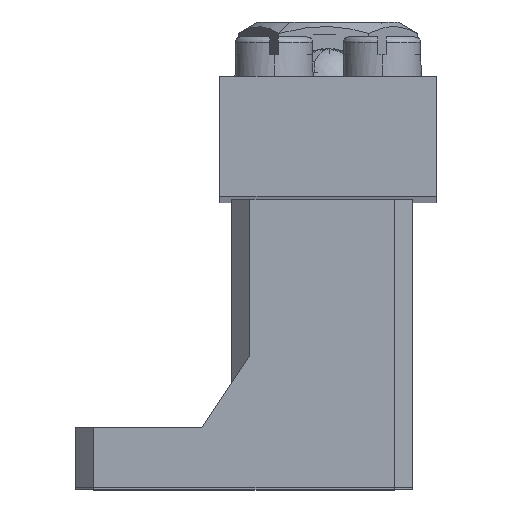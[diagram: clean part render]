
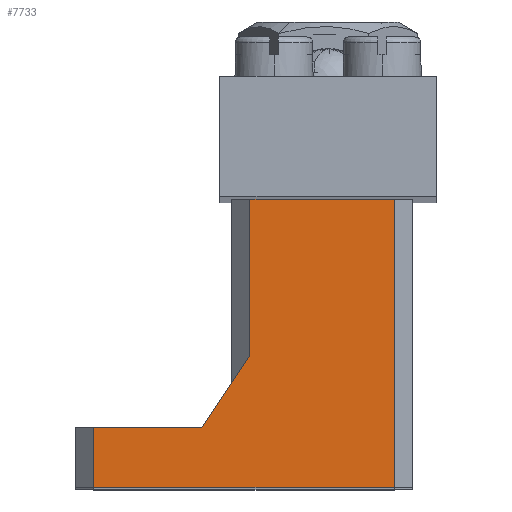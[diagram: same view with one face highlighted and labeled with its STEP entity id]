
A CAD part, top view. The second image highlights one B-rep face of the part: STEP entity #7733.
In plain terms, the highlighted face is planar.
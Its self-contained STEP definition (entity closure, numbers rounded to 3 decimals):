
#395 = LINE ( 'NONE', #7318, #6822 ) ;
#520 = CARTESIAN_POINT ( 'NONE',  ( -6.5, 0., 0. ) ) ;
#788 = LINE ( 'NONE', #4873, #9314 ) ;
#818 = CARTESIAN_POINT ( 'NONE',  ( -6.5, -19., -28. ) ) ;
#1361 = VERTEX_POINT ( 'NONE', #7579 ) ;
#2020 = FACE_OUTER_BOUND ( 'NONE', #3643, .T. ) ;
#2359 = EDGE_CURVE ( 'NONE', #1361, #7335, #7405, .T. ) ;
#2889 = CARTESIAN_POINT ( 'NONE',  ( -6.5, -24., 0. ) ) ;
#3643 = EDGE_LOOP ( 'NONE', ( #16855, #12417, #13209, #14543, #6526, #13446, #10692 ) ) ;
#4418 = DIRECTION ( 'NONE',  ( 0., 0., -1. ) ) ;
#4873 = CARTESIAN_POINT ( 'NONE',  ( -6.5, 0., -1.5 ) ) ;
#4903 = LINE ( 'NONE', #818, #7261 ) ;
#5272 = CARTESIAN_POINT ( 'NONE',  ( -6.5, 0., -13.5 ) ) ;
#5442 = EDGE_CURVE ( 'NONE', #1361, #16626, #4903, .T. ) ;
#5504 = AXIS2_PLACEMENT_3D ( 'NONE', #520, #11352, #16754 ) ;
#5944 = VECTOR ( 'NONE', #14327, 1000. ) ;
#6321 = VECTOR ( 'NONE', #4418, 1000. ) ;
#6526 = ORIENTED_EDGE ( 'NONE', *, *, #13028, .T. ) ;
#6822 = VECTOR ( 'NONE', #11397, 1000. ) ;
#7261 = VECTOR ( 'NONE', #17051, 1000. ) ;
#7318 = CARTESIAN_POINT ( 'NONE',  ( -6.5, -13., -13.5 ) ) ;
#7335 = VERTEX_POINT ( 'NONE', #13612 ) ;
#7405 = LINE ( 'NONE', #15480, #5944 ) ;
#7529 = VERTEX_POINT ( 'NONE', #13156 ) ;
#7579 = CARTESIAN_POINT ( 'NONE',  ( -6.5, -19., -26.5 ) ) ;
#7666 = LINE ( 'NONE', #9170, #14608 ) ;
#7733 = ADVANCED_FACE ( 'NONE', ( #2020 ), #14108, .F. ) ;
#7940 = DIRECTION ( 'NONE',  ( 0., -1., 0. ) ) ;
#8339 = LINE ( 'NONE', #2889, #6321 ) ;
#8438 = EDGE_CURVE ( 'NONE', #15824, #16864, #7666, .T. ) ;
#9170 = CARTESIAN_POINT ( 'NONE',  ( -6.5, 0., -15. ) ) ;
#9212 = CARTESIAN_POINT ( 'NONE',  ( -6.5, 0., -1.5 ) ) ;
#9314 = VECTOR ( 'NONE', #10283, 1000. ) ;
#10283 = DIRECTION ( 'NONE',  ( 0., 1., 0. ) ) ;
#10362 = CARTESIAN_POINT ( 'NONE',  ( -6.5, 0., -13.5 ) ) ;
#10584 = DIRECTION ( 'NONE',  ( 0., 0., 1. ) ) ;
#10692 = ORIENTED_EDGE ( 'NONE', *, *, #13776, .T. ) ;
#11352 = DIRECTION ( 'NONE',  ( 1., 0., 0. ) ) ;
#11397 = DIRECTION ( 'NONE',  ( 0., 0.832, 0.555 ) ) ;
#12156 = VECTOR ( 'NONE', #7940, 1000. ) ;
#12252 = VERTEX_POINT ( 'NONE', #17154 ) ;
#12417 = ORIENTED_EDGE ( 'NONE', *, *, #5442, .F. ) ;
#13028 = EDGE_CURVE ( 'NONE', #7529, #16864, #788, .T. ) ;
#13156 = CARTESIAN_POINT ( 'NONE',  ( -6.5, -24., -1.5 ) ) ;
#13209 = ORIENTED_EDGE ( 'NONE', *, *, #2359, .T. ) ;
#13446 = ORIENTED_EDGE ( 'NONE', *, *, #8438, .F. ) ;
#13612 = CARTESIAN_POINT ( 'NONE',  ( -6.5, -24., -26.5 ) ) ;
#13776 = EDGE_CURVE ( 'NONE', #15824, #12252, #16009, .T. ) ;
#14108 = PLANE ( 'NONE',  #5504 ) ;
#14327 = DIRECTION ( 'NONE',  ( 0., -1., 0. ) ) ;
#14543 = ORIENTED_EDGE ( 'NONE', *, *, #17483, .F. ) ;
#14608 = VECTOR ( 'NONE', #10584, 1000. ) ;
#15480 = CARTESIAN_POINT ( 'NONE',  ( -6.5, 0., -26.5 ) ) ;
#15824 = VERTEX_POINT ( 'NONE', #10362 ) ;
#16002 = EDGE_CURVE ( 'NONE', #16626, #12252, #395, .T. ) ;
#16009 = LINE ( 'NONE', #5272, #12156 ) ;
#16626 = VERTEX_POINT ( 'NONE', #17224 ) ;
#16754 = DIRECTION ( 'NONE',  ( 0., 0., -1. ) ) ;
#16855 = ORIENTED_EDGE ( 'NONE', *, *, #16002, .F. ) ;
#16864 = VERTEX_POINT ( 'NONE', #9212 ) ;
#17051 = DIRECTION ( 'NONE',  ( 0., 0., 1. ) ) ;
#17154 = CARTESIAN_POINT ( 'NONE',  ( -6.5, -13., -13.5 ) ) ;
#17224 = CARTESIAN_POINT ( 'NONE',  ( -6.5, -19., -17.5 ) ) ;
#17483 = EDGE_CURVE ( 'NONE', #7529, #7335, #8339, .T. ) ;
